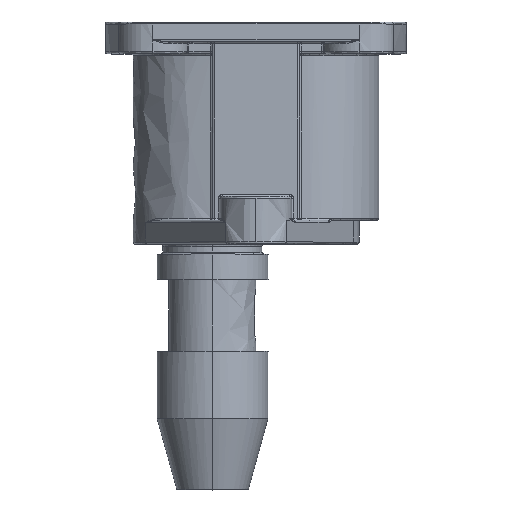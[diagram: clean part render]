
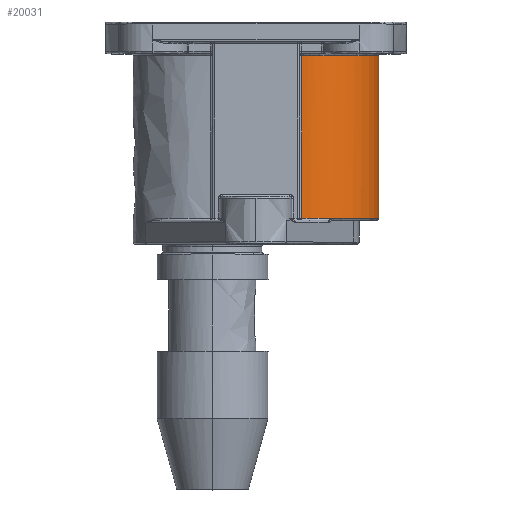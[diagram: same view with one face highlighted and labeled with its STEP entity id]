
A CAD part, top view. The second image highlights one B-rep face of the part: STEP entity #20031.
In plain terms, the highlighted free-form (B-spline) face has degree [2, 1] with [5, 2] control points.
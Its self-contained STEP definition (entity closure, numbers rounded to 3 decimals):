
#20031 = ADVANCED_FACE('',(#20032),#20082,.T.);
#20032 = FACE_BOUND('',#20033,.T.);
#20033 = EDGE_LOOP('',(#20034,#20044,#20051,#20061,#20068,#20076));
#20034 = ORIENTED_EDGE('',*,*,#20035,.F.);
#20035 = EDGE_CURVE('',#20036,#20038,#20040,.T.);
#20036 = VERTEX_POINT('',#20037);
#20037 = CARTESIAN_POINT('',(17.03,-73.383,
    29.641));
#20038 = VERTEX_POINT('',#20039);
#20039 = CARTESIAN_POINT('',(27.922,-73.383,
    27.28));
#20040 = ( BOUNDED_CURVE() B_SPLINE_CURVE(2,(#20041,#20042,#20043),
.UNSPECIFIED.,.F.,.F.) B_SPLINE_CURVE_WITH_KNOTS((3,3),(0.,
0.378),.PIECEWISE_BEZIER_KNOTS.) CURVE() 
GEOMETRIC_REPRESENTATION_ITEM() RATIONAL_B_SPLINE_CURVE((1.,
0.982,1.)) REPRESENTATION_ITEM('') );
#20041 = CARTESIAN_POINT('',(17.03,-73.383,
    29.641));
#20042 = CARTESIAN_POINT('',(22.702,-73.383,
    29.502));
#20043 = CARTESIAN_POINT('',(27.922,-73.383,
    27.28));
#20044 = ORIENTED_EDGE('',*,*,#20045,.F.);
#20045 = EDGE_CURVE('',#20046,#20036,#20048,.T.);
#20046 = VERTEX_POINT('',#20047);
#20047 = CARTESIAN_POINT('',(17.03,-12.601,
    29.641));
#20048 = B_SPLINE_CURVE_WITH_KNOTS('',1,(#20049,#20050),.UNSPECIFIED.,
  .F.,.F.,(2,2),(0.,41.),.PIECEWISE_BEZIER_KNOTS.);
#20049 = CARTESIAN_POINT('',(17.03,-12.601,
    29.641));
#20050 = CARTESIAN_POINT('',(17.03,-73.383,
    29.641));
#20051 = ORIENTED_EDGE('',*,*,#20052,.F.);
#20052 = EDGE_CURVE('',#20053,#20046,#20055,.T.);
#20053 = VERTEX_POINT('',#20054);
#20054 = CARTESIAN_POINT('',(17.03,-12.601,
    -29.641));
#20055 = ( BOUNDED_CURVE() B_SPLINE_CURVE(2,(#20056,#20057,#20058,#20059
,#20060),.UNSPECIFIED.,.F.,.F.) B_SPLINE_CURVE_WITH_KNOTS((3,2,3),(
    0.,1.546,3.093),
.PIECEWISE_BEZIER_KNOTS.) CURVE() GEOMETRIC_REPRESENTATION_ITEM() 
RATIONAL_B_SPLINE_CURVE((1.,0.716,1.,0.716,1.)) 
REPRESENTATION_ITEM('') );
#20056 = CARTESIAN_POINT('',(17.03,-12.601,
    -29.641));
#20057 = CARTESIAN_POINT('',(45.957,-12.601,
    -28.935));
#20058 = CARTESIAN_POINT('',(45.957,-12.601,
    0.));
#20059 = CARTESIAN_POINT('',(45.957,-12.601,
    28.935));
#20060 = CARTESIAN_POINT('',(17.03,-12.601,
    29.641));
#20061 = ORIENTED_EDGE('',*,*,#20062,.F.);
#20062 = EDGE_CURVE('',#20063,#20053,#20065,.T.);
#20063 = VERTEX_POINT('',#20064);
#20064 = CARTESIAN_POINT('',(17.03,-73.383,
    -29.641));
#20065 = B_SPLINE_CURVE_WITH_KNOTS('',1,(#20066,#20067),.UNSPECIFIED.,
  .F.,.F.,(2,2),(0.,41.),.PIECEWISE_BEZIER_KNOTS.);
#20066 = CARTESIAN_POINT('',(17.03,-73.383,
    -29.641));
#20067 = CARTESIAN_POINT('',(17.03,-12.601,
    -29.641));
#20068 = ORIENTED_EDGE('',*,*,#20069,.F.);
#20069 = EDGE_CURVE('',#20070,#20063,#20072,.T.);
#20070 = VERTEX_POINT('',#20071);
#20071 = CARTESIAN_POINT('',(27.922,-73.383,
    -27.28));
#20072 = ( BOUNDED_CURVE() B_SPLINE_CURVE(2,(#20073,#20074,#20075),
.UNSPECIFIED.,.F.,.F.) B_SPLINE_CURVE_WITH_KNOTS((3,3),(
0.,0.378),.PIECEWISE_BEZIER_KNOTS.) CURVE() 
GEOMETRIC_REPRESENTATION_ITEM() RATIONAL_B_SPLINE_CURVE((1.,
0.982,1.)) REPRESENTATION_ITEM('') );
#20073 = CARTESIAN_POINT('',(27.922,-73.383,
    -27.28));
#20074 = CARTESIAN_POINT('',(22.702,-73.383,
    -29.502));
#20075 = CARTESIAN_POINT('',(17.03,-73.383,
    -29.641));
#20076 = ORIENTED_EDGE('',*,*,#20077,.F.);
#20077 = EDGE_CURVE('',#20038,#20070,#20078,.T.);
#20078 = ( BOUNDED_CURVE() B_SPLINE_CURVE(2,(#20079,#20080,#20081),
.UNSPECIFIED.,.F.,.F.) B_SPLINE_CURVE_WITH_KNOTS((3,3),(
0.,2.337),.PIECEWISE_BEZIER_KNOTS.) CURVE() 
GEOMETRIC_REPRESENTATION_ITEM() RATIONAL_B_SPLINE_CURVE((1.,
0.392,1.)) REPRESENTATION_ITEM('') );
#20079 = CARTESIAN_POINT('',(27.922,-73.383,
    27.28));
#20080 = CARTESIAN_POINT('',(91.994,-73.383,
    0.));
#20081 = CARTESIAN_POINT('',(27.922,-73.383,
    -27.28));
#20082 = ( BOUNDED_SURFACE() B_SPLINE_SURFACE(2,1,(
    (#20083,#20084)
    ,(#20085,#20086)
    ,(#20087,#20088)
    ,(#20089,#20090)
    ,(#20091,#20092
)),.UNSPECIFIED.,.F.,.F.,.F.) B_SPLINE_SURFACE_WITH_KNOTS((3,2,3),(2,2),
  (3.166,4.712,6.259),(0.,41.),
.PIECEWISE_BEZIER_KNOTS.) GEOMETRIC_REPRESENTATION_ITEM() 
RATIONAL_B_SPLINE_SURFACE((
    (1.,1.)
    ,(0.716,0.716)
    ,(1.,1.)
    ,(0.716,0.716)
,(1.,1.))) REPRESENTATION_ITEM('') SURFACE() );
#20083 = CARTESIAN_POINT('',(17.03,-73.383,
    -29.641));
#20084 = CARTESIAN_POINT('',(17.03,-12.601,
    -29.641));
#20085 = CARTESIAN_POINT('',(45.957,-73.383,
    -28.935));
#20086 = CARTESIAN_POINT('',(45.957,-12.601,
    -28.935));
#20087 = CARTESIAN_POINT('',(45.957,-73.383,
    0.));
#20088 = CARTESIAN_POINT('',(45.957,-12.601,
    0.));
#20089 = CARTESIAN_POINT('',(45.957,-73.383,
    28.935));
#20090 = CARTESIAN_POINT('',(45.957,-12.601,
    28.935));
#20091 = CARTESIAN_POINT('',(17.03,-73.383,
    29.641));
#20092 = CARTESIAN_POINT('',(17.03,-12.601,
    29.641));
